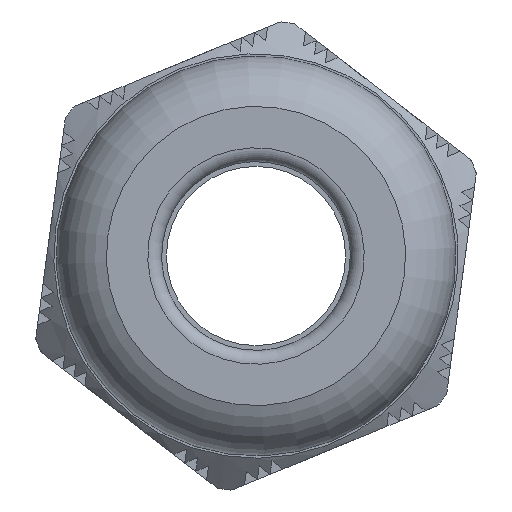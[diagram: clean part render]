
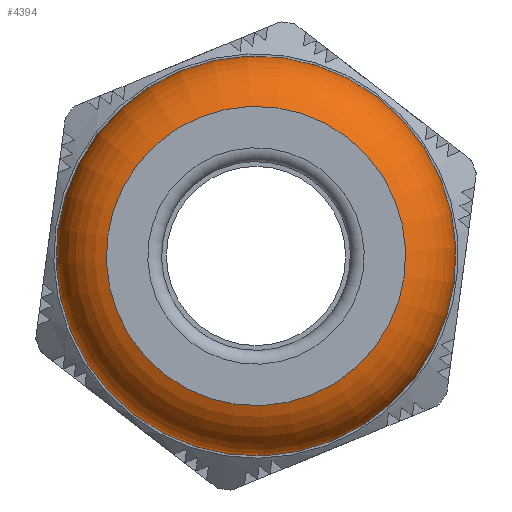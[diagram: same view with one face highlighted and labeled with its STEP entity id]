
A CAD part, left-side view. The second image highlights one B-rep face of the part: STEP entity #4394.
In plain terms, the highlighted toroidal (fillet/blend) face has major radius 4.58 mm and minor radius 2.655 mm.
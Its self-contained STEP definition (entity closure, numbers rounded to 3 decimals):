
#1144=FACE_BOUND('',#1547,.T.);
#1297=FACE_OUTER_BOUND('',#1546,.T.);
#1546=EDGE_LOOP('',(#3633));
#1547=EDGE_LOOP('',(#3634));
#1699=CIRCLE('',#4530,5.415);
#1730=CIRCLE('',#4679,7.235);
#1839=VERTEX_POINT('',#6048);
#2070=VERTEX_POINT('',#8205);
#2287=EDGE_CURVE('',#1839,#1839,#1699,.T.);
#2631=EDGE_CURVE('',#2070,#2070,#1730,.T.);
#3633=ORIENTED_EDGE('',*,*,#2631,.F.);
#3634=ORIENTED_EDGE('',*,*,#2287,.T.);
#4256=TOROIDAL_SURFACE('',#4678,4.58,2.655);
#4394=ADVANCED_FACE('',(#1297,#1144),#4256,.T.);
#4530=AXIS2_PLACEMENT_3D('',#6049,#4923,#4924);
#4678=AXIS2_PLACEMENT_3D('',#8204,#5420,#5421);
#4679=AXIS2_PLACEMENT_3D('',#8206,#5422,#5423);
#4923=DIRECTION('center_axis',(1.,0.,0.));
#4924=DIRECTION('ref_axis',(0.,0.,-1.));
#5420=DIRECTION('center_axis',(1.,0.,0.));
#5421=DIRECTION('ref_axis',(0.,0.,-1.));
#5422=DIRECTION('center_axis',(1.,0.,0.));
#5423=DIRECTION('ref_axis',(0.,0.,-1.));
#6048=CARTESIAN_POINT('',(-13.94,5.415,0.));
#6049=CARTESIAN_POINT('Origin',(-13.94,0.,0.));
#8204=CARTESIAN_POINT('Origin',(-11.42,0.,0.));
#8205=CARTESIAN_POINT('',(-11.42,7.235,0.));
#8206=CARTESIAN_POINT('Origin',(-11.42,0.,0.));
